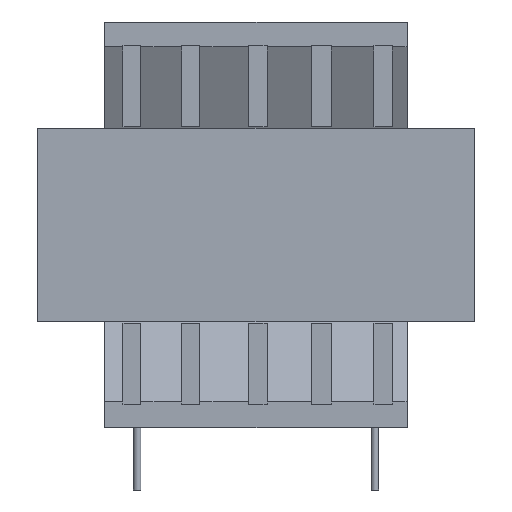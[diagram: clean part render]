
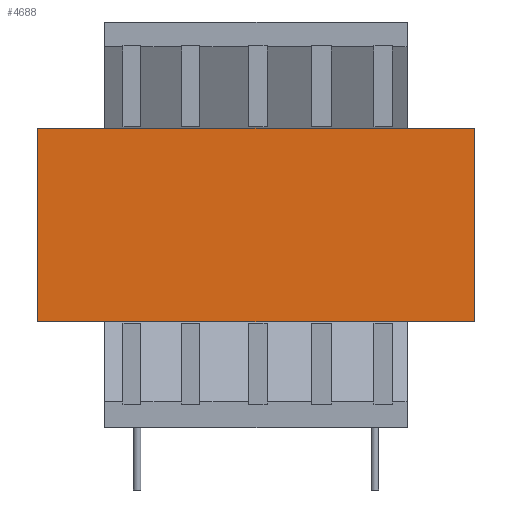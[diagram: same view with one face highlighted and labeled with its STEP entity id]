
A CAD part, front view. The second image highlights one B-rep face of the part: STEP entity #4688.
In plain terms, the highlighted planar face has unit normal (0, -1, 0).
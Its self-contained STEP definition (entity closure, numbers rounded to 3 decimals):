
#144 = DIRECTION ( 'NONE',  ( 0., 1., 0. ) ) ;
#614 = EDGE_CURVE ( 'NONE', #3822, #6305, #2707, .T. ) ;
#733 = ORIENTED_EDGE ( 'NONE', *, *, #1989, .T. ) ;
#748 = VERTEX_POINT ( 'NONE', #4721 ) ;
#843 = VECTOR ( 'NONE', #2198, 1000. ) ;
#1012 = LINE ( 'NONE', #1072, #843 ) ;
#1072 = CARTESIAN_POINT ( 'NONE',  ( 4.008, 0.223, 15.5 ) ) ;
#1227 = VECTOR ( 'NONE', #3248, 1000. ) ;
#1935 = CARTESIAN_POINT ( 'NONE',  ( 39.008, 0.223, 15.5 ) ) ;
#1989 = EDGE_CURVE ( 'NONE', #748, #6289, #1012, .T. ) ;
#2198 = DIRECTION ( 'NONE',  ( 0., 0., -1. ) ) ;
#2525 = DIRECTION ( 'NONE',  ( 1., 0., 0. ) ) ;
#2707 = LINE ( 'NONE', #1935, #1227 ) ;
#3248 = DIRECTION ( 'NONE',  ( 0., 0., -1. ) ) ;
#3408 = EDGE_LOOP ( 'NONE', ( #5962, #4864, #3637, #733 ) ) ;
#3505 = PLANE ( 'NONE',  #6514 ) ;
#3637 = ORIENTED_EDGE ( 'NONE', *, *, #5041, .F. ) ;
#3822 = VERTEX_POINT ( 'NONE', #4748 ) ;
#3986 = DIRECTION ( 'NONE',  ( 1., 0., 0. ) ) ;
#4085 = DIRECTION ( 'NONE',  ( 0., 0., 1. ) ) ;
#4163 = CARTESIAN_POINT ( 'NONE',  ( 4.008, 0.223, 0. ) ) ;
#4256 = EDGE_CURVE ( 'NONE', #6289, #6305, #6231, .T. ) ;
#4688 = ADVANCED_FACE ( 'NONE', ( #6676 ), #3505, .F. ) ;
#4719 = VECTOR ( 'NONE', #2525, 1000. ) ;
#4721 = CARTESIAN_POINT ( 'NONE',  ( 4.008, 0.223, 15.5 ) ) ;
#4748 = CARTESIAN_POINT ( 'NONE',  ( 39.008, 0.223, 15.5 ) ) ;
#4773 = CARTESIAN_POINT ( 'NONE',  ( 4.008, 0.223, 0. ) ) ;
#4864 = ORIENTED_EDGE ( 'NONE', *, *, #614, .F. ) ;
#5041 = EDGE_CURVE ( 'NONE', #748, #3822, #6872, .T. ) ;
#5088 = CARTESIAN_POINT ( 'NONE',  ( 4.008, 0.223, 15.5 ) ) ;
#5193 = CARTESIAN_POINT ( 'NONE',  ( 4.008, 0.223, 15.5 ) ) ;
#5354 = VECTOR ( 'NONE', #3986, 1000. ) ;
#5910 = CARTESIAN_POINT ( 'NONE',  ( 39.008, 0.223, 0. ) ) ;
#5962 = ORIENTED_EDGE ( 'NONE', *, *, #4256, .T. ) ;
#6231 = LINE ( 'NONE', #4773, #4719 ) ;
#6289 = VERTEX_POINT ( 'NONE', #4163 ) ;
#6305 = VERTEX_POINT ( 'NONE', #5910 ) ;
#6514 = AXIS2_PLACEMENT_3D ( 'NONE', #5193, #144, #4085 ) ;
#6676 = FACE_OUTER_BOUND ( 'NONE', #3408, .T. ) ;
#6872 = LINE ( 'NONE', #5088, #5354 ) ;
